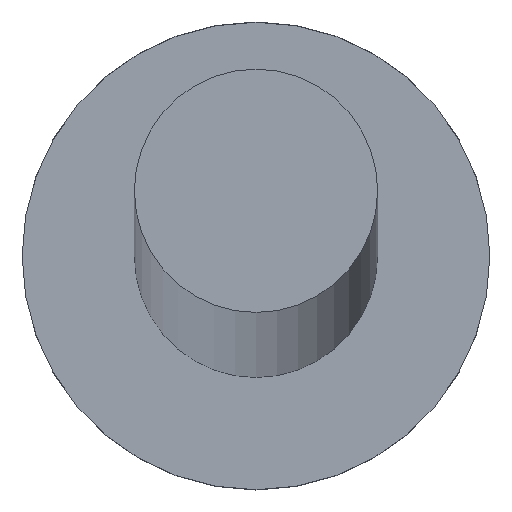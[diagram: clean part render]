
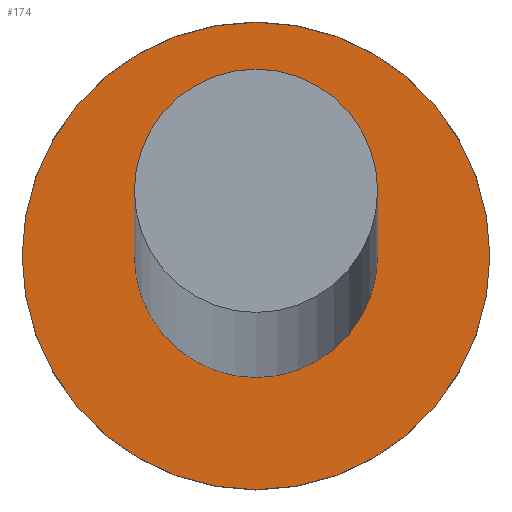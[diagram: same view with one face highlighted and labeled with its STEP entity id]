
A CAD part, top view. The second image highlights one B-rep face of the part: STEP entity #174.
In plain terms, the highlighted planar face has unit normal (0, 0, 1).
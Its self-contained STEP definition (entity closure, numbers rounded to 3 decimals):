
#2 = DIRECTION ( 'NONE',  ( 1., 0., 0. ) ) ;
#6 = CIRCLE ( 'NONE', #209, 5. ) ;
#8 = EDGE_CURVE ( 'NONE', #23, #121, #45, .T. ) ;
#23 = VERTEX_POINT ( 'NONE', #97 ) ;
#27 = CIRCLE ( 'NONE', #191, 5. ) ;
#32 = DIRECTION ( 'NONE',  ( 0., 0., 1. ) ) ;
#34 = DIRECTION ( 'NONE',  ( 1., 0., 0. ) ) ;
#35 = AXIS2_PLACEMENT_3D ( 'NONE', #213, #56, #192 ) ;
#38 = FACE_BOUND ( 'NONE', #242, .T. ) ;
#39 = VERTEX_POINT ( 'NONE', #101 ) ;
#43 = ORIENTED_EDGE ( 'NONE', *, *, #119, .T. ) ;
#45 = CIRCLE ( 'NONE', #203, 2.6 ) ;
#56 = DIRECTION ( 'NONE',  ( 0., 0., 1. ) ) ;
#66 = VERTEX_POINT ( 'NONE', #195 ) ;
#76 = CARTESIAN_POINT ( 'NONE',  ( -2.6, 0., 3. ) ) ;
#79 = CARTESIAN_POINT ( 'NONE',  ( 0., 0., 3. ) ) ;
#80 = FACE_OUTER_BOUND ( 'NONE', #99, .T. ) ;
#81 = DIRECTION ( 'NONE',  ( 1., 0., 0. ) ) ;
#93 = PLANE ( 'NONE',  #212 ) ;
#94 = DIRECTION ( 'NONE',  ( 1., 0., 0. ) ) ;
#97 = CARTESIAN_POINT ( 'NONE',  ( 2.6, 0., 3. ) ) ;
#99 = EDGE_LOOP ( 'NONE', ( #143, #43 ) ) ;
#101 = CARTESIAN_POINT ( 'NONE',  ( 5., 0., 3. ) ) ;
#112 = CIRCLE ( 'NONE', #35, 2.6 ) ;
#119 = EDGE_CURVE ( 'NONE', #39, #66, #27, .T. ) ;
#121 = VERTEX_POINT ( 'NONE', #76 ) ;
#134 = CARTESIAN_POINT ( 'NONE',  ( 0., 0., 3. ) ) ;
#140 = ORIENTED_EDGE ( 'NONE', *, *, #8, .F. ) ;
#141 = EDGE_CURVE ( 'NONE', #121, #23, #112, .T. ) ;
#143 = ORIENTED_EDGE ( 'NONE', *, *, #194, .T. ) ;
#174 = ADVANCED_FACE ( 'NONE', ( #38, #80 ), #93, .T. ) ;
#175 = CARTESIAN_POINT ( 'NONE',  ( 0., 0., 3. ) ) ;
#191 = AXIS2_PLACEMENT_3D ( 'NONE', #175, #32, #34 ) ;
#192 = DIRECTION ( 'NONE',  ( 1., 0., 0. ) ) ;
#194 = EDGE_CURVE ( 'NONE', #66, #39, #6, .T. ) ;
#195 = CARTESIAN_POINT ( 'NONE',  ( -5., 0., 3. ) ) ;
#196 = DIRECTION ( 'NONE',  ( 0., 0., 1. ) ) ;
#200 = CARTESIAN_POINT ( 'NONE',  ( 0., 0., 3. ) ) ;
#203 = AXIS2_PLACEMENT_3D ( 'NONE', #200, #196, #81 ) ;
#209 = AXIS2_PLACEMENT_3D ( 'NONE', #79, #249, #94 ) ;
#212 = AXIS2_PLACEMENT_3D ( 'NONE', #134, #255, #2 ) ;
#213 = CARTESIAN_POINT ( 'NONE',  ( 0., 0., 3. ) ) ;
#231 = ORIENTED_EDGE ( 'NONE', *, *, #141, .F. ) ;
#242 = EDGE_LOOP ( 'NONE', ( #231, #140 ) ) ;
#249 = DIRECTION ( 'NONE',  ( 0., 0., 1. ) ) ;
#255 = DIRECTION ( 'NONE',  ( 0., 0., 1. ) ) ;
